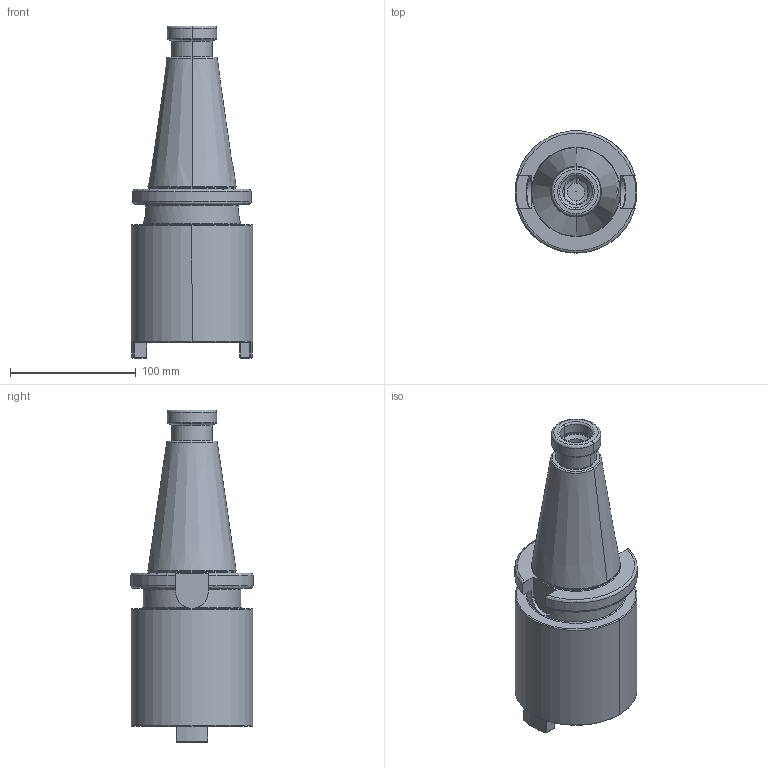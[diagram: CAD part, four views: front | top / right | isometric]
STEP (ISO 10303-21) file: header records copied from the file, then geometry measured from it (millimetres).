
FILE_DESCRIPTION((''),'2;1');
FILE_NAME('501_09_50','2020-09-11T',('103090'),(''),'CREO PARAMETRIC BY PTC INC, 2016260','CREO PARAMETRIC BY PTC INC, 2016260','');
FILE_SCHEMA(('CONFIG_CONTROL_DESIGN'));
Length unit declared in the file: millimetre
Products named in the file (1): 501_09_50
Bounding box: 97 x 97.13 x 264.3 mm (x, y, z)
Volume: 843462.9 mm3; surface area: 113384.7 mm2
Topology: 1 solids, 1 shells, 189 faces, 441 edges, 262 vertices
Faces by surface type: plane 74, cylinder 41, cone 39, torus 33, bspline 2
Entity records: 5897 total; most frequent: CARTESIAN_POINT 1525, DIRECTION 945, ORIENTED_EDGE 882, EDGE_CURVE 441, AXIS2_PLACEMENT_3D 374, VERTEX_POINT 262, EDGE_LOOP 203, VECTOR 197
